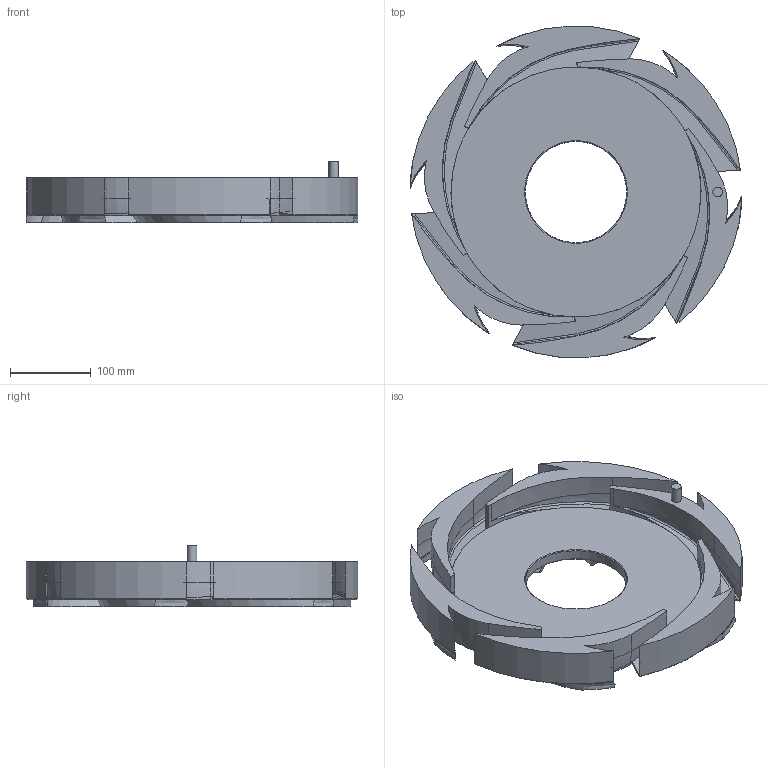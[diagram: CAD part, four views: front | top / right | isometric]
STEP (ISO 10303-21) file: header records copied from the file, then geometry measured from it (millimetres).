
FILE_DESCRIPTION(('STEP AP242'), '1');
FILE_NAME('15. Íàïðàâëÿþùèé àïïàðàò', '', ('UNSPECIFIED'), ('UNSPECIFIED'), 'C3D Converter', 'C3D Toolkit', '');
FILE_SCHEMA(('AP242_MANAGED_MODEL_BASED_3D_ENGINEERING_MIM_LF { 1 0 10303 442 1 1 4 }'));
Length unit declared in the file: millimetre
Bounding box: 409.88 x 409.53 x 75.66 mm (x, y, z)
Volume: 2650239.9 mm3; surface area: 419327.4 mm2
Topology: 1 solids, 1 shells, 243 faces, 607 edges, 368 vertices
Faces by surface type: plane 75, cylinder 75, bspline 42, torus 30, cone 15, sphere 6
Full cylindrical faces by diameter (mm): 12 x1, 125 x1, 130 x1
Entity records: 14397 total; most frequent: CARTESIAN_POINT 7017, ORIENTED_EDGE 1170, DIRECTION 1094, EDGE_CURVE 585, AXIS2_PLACEMENT_3D 463, VERTEX_POINT 351, CIRCLE 261, EDGE_LOOP 252
